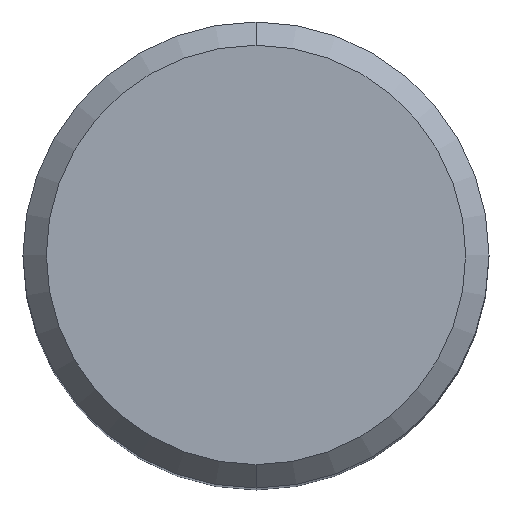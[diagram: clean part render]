
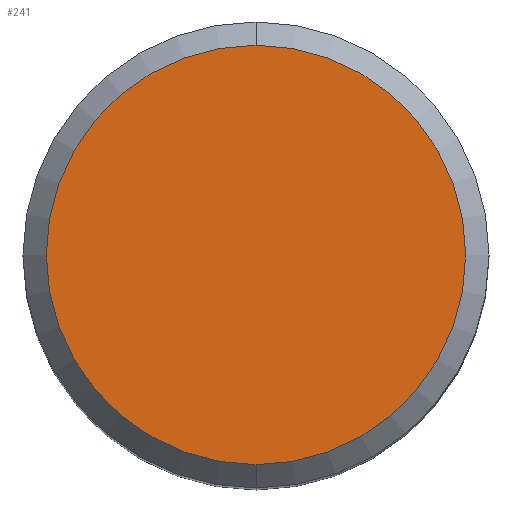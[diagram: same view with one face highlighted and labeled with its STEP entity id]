
A CAD part, top view. The second image highlights one B-rep face of the part: STEP entity #241.
In plain terms, the highlighted planar face has unit normal (0, 0, 1).
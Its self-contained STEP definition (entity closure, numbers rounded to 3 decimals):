
#207=EDGE_CURVE('',#305,#223,#518,.T.);
#223=VERTEX_POINT('',#536);
#233=EDGE_CURVE('',#223,#305,#546,.T.);
#241=ADVANCED_FACE('',(#554),#555,.T.);
#305=VERTEX_POINT('',#625);
#518=CIRCLE('',#873,9.0);
#536=CARTESIAN_POINT('',(0.0,9.0,0.0));
#546=CIRCLE('',#911,9.0);
#554=FACE_OUTER_BOUND('',#967,.T.);
#555=PLANE('',#968);
#625=CARTESIAN_POINT('',(0.,-9.0,0.0));
#873=AXIS2_PLACEMENT_3D('',#1659,#1660,#1661);
#911=AXIS2_PLACEMENT_3D('',#1690,#1691,#1692);
#967=EDGE_LOOP('',(#1697,#1698));
#968=AXIS2_PLACEMENT_3D('',#1699,#1700,#1701);
#1659=CARTESIAN_POINT('',(0.0,0.0,0.0));
#1660=DIRECTION('',(0.0,0.0,-1.0));
#1661=DIRECTION('',(0.0,1.0,0.0));
#1690=CARTESIAN_POINT('',(0.0,0.0,0.0));
#1691=DIRECTION('',(0.0,0.0,-1.0));
#1692=DIRECTION('',(0.0,1.0,0.0));
#1697=ORIENTED_EDGE('',*,*,#233,.F.);
#1698=ORIENTED_EDGE('',*,*,#207,.F.);
#1699=CARTESIAN_POINT('',(0.0,4.5,0.0));
#1700=DIRECTION('',(-0.0,0.0,1.0));
#1701=DIRECTION('',(0.0,-1.0,0.0));
